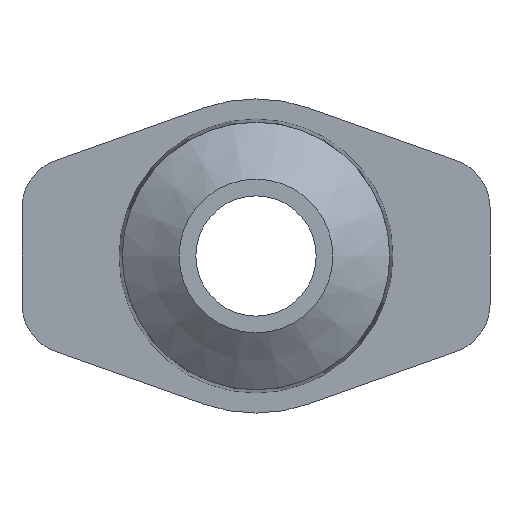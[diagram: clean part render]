
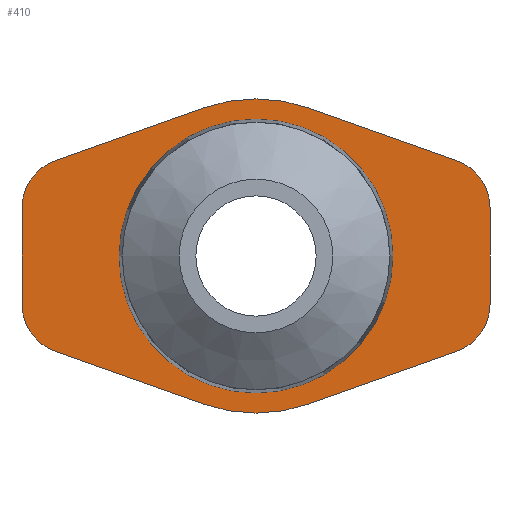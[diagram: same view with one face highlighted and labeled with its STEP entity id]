
A CAD part, front view. The second image highlights one B-rep face of the part: STEP entity #410.
In plain terms, the highlighted planar face has unit normal (0, -1, 0).
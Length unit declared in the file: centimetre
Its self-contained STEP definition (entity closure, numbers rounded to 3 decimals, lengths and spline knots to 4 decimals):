
#108=PLANE('',#433);
#119=VECTOR('',#480,1.);
#120=VECTOR('',#483,1.);
#121=VECTOR('',#486,1.);
#122=VECTOR('',#489,1.);
#123=VECTOR('',#492,1.);
#124=VECTOR('',#495,1.);
#143=LINE('',#578,#119);
#144=LINE('',#582,#120);
#145=LINE('',#586,#121);
#146=LINE('',#590,#122);
#147=LINE('',#594,#123);
#148=LINE('',#598,#124);
#165=VERTEX_POINT('',#570);
#166=VERTEX_POINT('',#571);
#169=VERTEX_POINT('',#579);
#170=VERTEX_POINT('',#581);
#171=VERTEX_POINT('',#583);
#172=VERTEX_POINT('',#585);
#173=VERTEX_POINT('',#587);
#174=VERTEX_POINT('',#589);
#175=VERTEX_POINT('',#591);
#176=VERTEX_POINT('',#593);
#177=VERTEX_POINT('',#595);
#178=VERTEX_POINT('',#597);
#179=VERTEX_POINT('',#600);
#197=CIRCLE('',#431,0.3);
#199=CIRCLE('',#434,0.3);
#200=CIRCLE('',#435,0.94);
#201=CIRCLE('',#436,0.3);
#202=CIRCLE('',#437,0.3);
#203=CIRCLE('',#438,0.94);
#204=CIRCLE('',#439,0.8196);
#217=EDGE_CURVE('',#165,#166,#197,.T.);
#221=EDGE_CURVE('',#169,#165,#143,.T.);
#222=EDGE_CURVE('',#170,#169,#199,.T.);
#223=EDGE_CURVE('',#171,#170,#144,.T.);
#224=EDGE_CURVE('',#172,#171,#200,.T.);
#225=EDGE_CURVE('',#173,#172,#145,.T.);
#226=EDGE_CURVE('',#174,#173,#201,.T.);
#227=EDGE_CURVE('',#175,#174,#146,.T.);
#228=EDGE_CURVE('',#176,#175,#202,.T.);
#229=EDGE_CURVE('',#177,#176,#147,.T.);
#230=EDGE_CURVE('',#178,#177,#203,.T.);
#231=EDGE_CURVE('',#166,#178,#148,.T.);
#232=EDGE_CURVE('',#179,#179,#204,.T.);
#265=ORIENTED_EDGE('',*,*,#217,.F.);
#266=ORIENTED_EDGE('',*,*,#221,.F.);
#267=ORIENTED_EDGE('',*,*,#222,.F.);
#268=ORIENTED_EDGE('',*,*,#223,.F.);
#269=ORIENTED_EDGE('',*,*,#224,.F.);
#270=ORIENTED_EDGE('',*,*,#225,.F.);
#271=ORIENTED_EDGE('',*,*,#226,.F.);
#272=ORIENTED_EDGE('',*,*,#227,.F.);
#273=ORIENTED_EDGE('',*,*,#228,.F.);
#274=ORIENTED_EDGE('',*,*,#229,.F.);
#275=ORIENTED_EDGE('',*,*,#230,.F.);
#276=ORIENTED_EDGE('',*,*,#231,.F.);
#277=ORIENTED_EDGE('',*,*,#232,.F.);
#350=EDGE_LOOP('',(#265,#266,#267,#268,#269,#270,#271,#272,#273,#274,#275,
#276));
#351=EDGE_LOOP('',(#277));
#380=FACE_BOUND('',#350,.T.);
#381=FACE_BOUND('',#351,.T.);
#410=ADVANCED_FACE('',(#380,#381),#108,.F.);
#431=AXIS2_PLACEMENT_3D('',#569,#473,#474);
#433=AXIS2_PLACEMENT_3D('',#577,#479,$);
#434=AXIS2_PLACEMENT_3D('',#580,#481,#482);
#435=AXIS2_PLACEMENT_3D('',#584,#484,#485);
#436=AXIS2_PLACEMENT_3D('',#588,#487,#488);
#437=AXIS2_PLACEMENT_3D('',#592,#490,#491);
#438=AXIS2_PLACEMENT_3D('',#596,#493,#494);
#439=AXIS2_PLACEMENT_3D('',#599,#496,#497);
#473=DIRECTION('',(0.,1.,0.));
#474=DIRECTION('',(-0.245,0.,0.173));
#479=DIRECTION('',(0.,1.,0.));
#480=DIRECTION('',(0.,0.,1.));
#481=DIRECTION('',(0.,1.,0.));
#482=DIRECTION('',(-0.245,0.,-0.173));
#483=DIRECTION('',(-0.942,0.,0.335));
#484=DIRECTION('',(0.,1.,0.));
#485=DIRECTION('',(0.94,0.,0.));
#486=DIRECTION('',(-0.942,0.,-0.335));
#487=DIRECTION('',(0.,1.,0.));
#488=DIRECTION('',(0.245,0.,-0.173));
#489=DIRECTION('',(0.,0.,-1.));
#490=DIRECTION('',(0.,1.,0.));
#491=DIRECTION('',(0.245,0.,0.173));
#492=DIRECTION('',(0.942,0.,-0.335));
#493=DIRECTION('',(0.,1.,0.));
#494=DIRECTION('',(0.94,0.,0.));
#495=DIRECTION('',(0.942,0.,0.335));
#496=DIRECTION('',(0.,-1.,0.));
#497=DIRECTION('',(0.82,0.,0.));
#569=CARTESIAN_POINT('',(-1.1,8.31,0.2882));
#570=CARTESIAN_POINT('',(-1.4,8.31,0.2882));
#571=CARTESIAN_POINT('',(-1.2005,8.31,0.5709));
#577=CARTESIAN_POINT('',(0.,8.31,0.));
#578=CARTESIAN_POINT('',(-1.4,8.31,-0.5));
#579=CARTESIAN_POINT('',(-1.4,8.31,-0.2882));
#580=CARTESIAN_POINT('',(-1.1,8.31,-0.2882));
#581=CARTESIAN_POINT('',(-1.2005,8.31,-0.5709));
#582=CARTESIAN_POINT('',(-0.3148,8.31,-0.8857));
#583=CARTESIAN_POINT('',(-0.3148,8.31,-0.8857));
#584=CARTESIAN_POINT('',(0.,8.31,0.));
#585=CARTESIAN_POINT('',(0.3148,8.31,-0.8857));
#586=CARTESIAN_POINT('',(1.4,8.31,-0.5));
#587=CARTESIAN_POINT('',(1.2005,8.31,-0.5709));
#588=CARTESIAN_POINT('',(1.1,8.31,-0.2882));
#589=CARTESIAN_POINT('',(1.4,8.31,-0.2882));
#590=CARTESIAN_POINT('',(1.4,8.31,0.5));
#591=CARTESIAN_POINT('',(1.4,8.31,0.2882));
#592=CARTESIAN_POINT('',(1.1,8.31,0.2882));
#593=CARTESIAN_POINT('',(1.2005,8.31,0.5709));
#594=CARTESIAN_POINT('',(0.3148,8.31,0.8857));
#595=CARTESIAN_POINT('',(0.3148,8.31,0.8857));
#596=CARTESIAN_POINT('',(0.,8.31,0.));
#597=CARTESIAN_POINT('',(-0.3148,8.31,0.8857));
#598=CARTESIAN_POINT('',(-1.4,8.31,0.5));
#599=CARTESIAN_POINT('',(0.,8.31,0.));
#600=CARTESIAN_POINT('',(-0.8196,8.31,0.));
